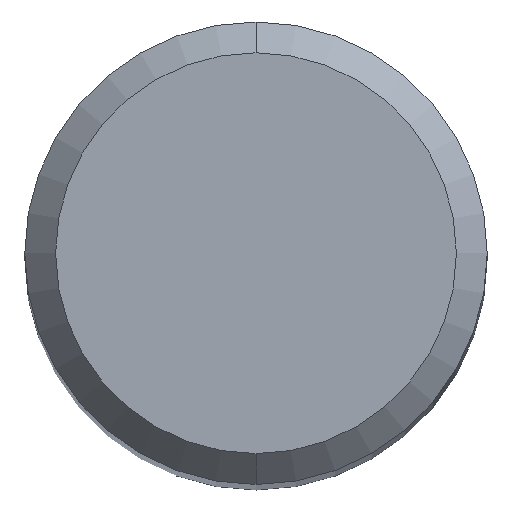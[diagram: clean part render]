
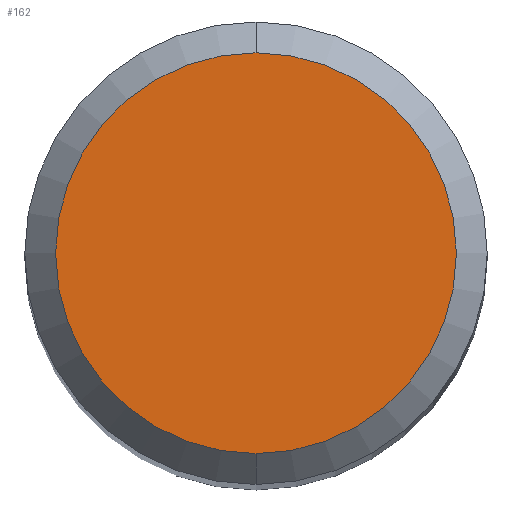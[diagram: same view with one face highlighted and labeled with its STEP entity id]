
A CAD part, top view. The second image highlights one B-rep face of the part: STEP entity #162.
In plain terms, the highlighted planar face has unit normal (0, 0, 1).
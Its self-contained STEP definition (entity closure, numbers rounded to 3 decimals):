
#120=EDGE_CURVE('',#190,#212,#271,.T.);
#162=ADVANCED_FACE('',(#319),#320,.T.);
#170=EDGE_CURVE('',#212,#190,#330,.T.);
#190=VERTEX_POINT('',#353);
#212=VERTEX_POINT('',#377);
#271=CIRCLE('',#436,2.6);
#319=FACE_OUTER_BOUND('',#496,.T.);
#320=PLANE('',#497);
#330=CIRCLE('',#509,2.6);
#353=CARTESIAN_POINT('',(0.0,2.6,0.));
#377=CARTESIAN_POINT('',(0.,-2.6,0.));
#436=AXIS2_PLACEMENT_3D('',#617,#618,#619);
#496=EDGE_LOOP('',(#686,#687));
#497=AXIS2_PLACEMENT_3D('',#688,#689,#690);
#509=AXIS2_PLACEMENT_3D('',#708,#709,#710);
#617=CARTESIAN_POINT('',(0.0,0.0,0.));
#618=DIRECTION('',(0.0,0.0,-1.0));
#619=DIRECTION('',(0.0,1.0,0.0));
#686=ORIENTED_EDGE('',*,*,#120,.F.);
#687=ORIENTED_EDGE('',*,*,#170,.F.);
#688=CARTESIAN_POINT('',(0.0,1.3,0.));
#689=DIRECTION('',(-0.0,0.0,1.0));
#690=DIRECTION('',(0.0,-1.0,0.0));
#708=CARTESIAN_POINT('',(0.0,0.0,0.));
#709=DIRECTION('',(0.0,0.0,-1.0));
#710=DIRECTION('',(0.0,1.0,0.0));
